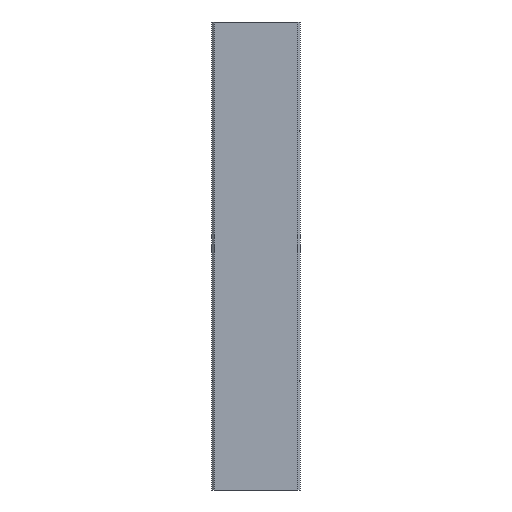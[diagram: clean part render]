
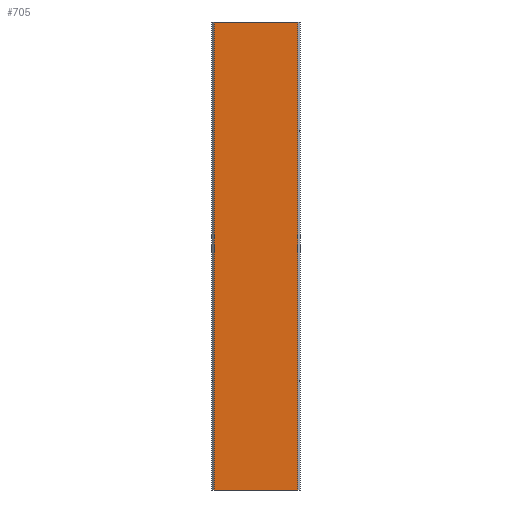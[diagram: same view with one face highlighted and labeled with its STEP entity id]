
A CAD part, front view. The second image highlights one B-rep face of the part: STEP entity #705.
In plain terms, the highlighted planar face has unit normal (0, -1, 0).
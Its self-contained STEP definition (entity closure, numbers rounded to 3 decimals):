
#13 = CARTESIAN_POINT ( 'NONE',  ( -268., 0., -1500. ) ) ;
#15 = VERTEX_POINT ( 'NONE', #488 ) ;
#19 = LINE ( 'NONE', #97, #893 ) ;
#96 = LINE ( 'NONE', #459, #604 ) ;
#97 = CARTESIAN_POINT ( 'NONE',  ( -267.379, 0., 1500. ) ) ;
#106 = VECTOR ( 'NONE', #177, 1000. ) ;
#127 = EDGE_LOOP ( 'NONE', ( #447, #456, #732, #1048 ) ) ;
#137 = EDGE_CURVE ( 'NONE', #152, #915, #19, .T. ) ;
#152 = VERTEX_POINT ( 'NONE', #896 ) ;
#170 = DIRECTION ( 'NONE',  ( 0., 0., -1. ) ) ;
#177 = DIRECTION ( 'NONE',  ( -1., 0., 0. ) ) ;
#203 = PLANE ( 'NONE',  #895 ) ;
#222 = CARTESIAN_POINT ( 'NONE',  ( -267.379, 0., -1500. ) ) ;
#270 = VECTOR ( 'NONE', #913, 1000. ) ;
#286 = DIRECTION ( 'NONE',  ( 0., -1., 0. ) ) ;
#361 = LINE ( 'NONE', #449, #106 ) ;
#438 = FACE_OUTER_BOUND ( 'NONE', #127, .T. ) ;
#447 = ORIENTED_EDGE ( 'NONE', *, *, #497, .F. ) ;
#449 = CARTESIAN_POINT ( 'NONE',  ( -268., 0., 1500. ) ) ;
#456 = ORIENTED_EDGE ( 'NONE', *, *, #518, .F. ) ;
#459 = CARTESIAN_POINT ( 'NONE',  ( 267.379, 0., 1500. ) ) ;
#488 = CARTESIAN_POINT ( 'NONE',  ( 267.379, 0., 1500. ) ) ;
#497 = EDGE_CURVE ( 'NONE', #573, #915, #785, .T. ) ;
#518 = EDGE_CURVE ( 'NONE', #15, #573, #96, .T. ) ;
#573 = VERTEX_POINT ( 'NONE', #869 ) ;
#604 = VECTOR ( 'NONE', #1018, 1000. ) ;
#649 = CARTESIAN_POINT ( 'NONE',  ( -268., 0., 1500. ) ) ;
#705 = ADVANCED_FACE ( 'NONE', ( #438 ), #203, .T. ) ;
#732 = ORIENTED_EDGE ( 'NONE', *, *, #1095, .T. ) ;
#785 = LINE ( 'NONE', #13, #270 ) ;
#869 = CARTESIAN_POINT ( 'NONE',  ( 267.379, 0., -1500. ) ) ;
#893 = VECTOR ( 'NONE', #170, 1000. ) ;
#895 = AXIS2_PLACEMENT_3D ( 'NONE', #649, #286, #928 ) ;
#896 = CARTESIAN_POINT ( 'NONE',  ( -267.379, 0., 1500. ) ) ;
#913 = DIRECTION ( 'NONE',  ( -1., 0., 0. ) ) ;
#915 = VERTEX_POINT ( 'NONE', #222 ) ;
#928 = DIRECTION ( 'NONE',  ( 0., 0., -1. ) ) ;
#1018 = DIRECTION ( 'NONE',  ( 0., 0., -1. ) ) ;
#1048 = ORIENTED_EDGE ( 'NONE', *, *, #137, .T. ) ;
#1095 = EDGE_CURVE ( 'NONE', #15, #152, #361, .T. ) ;
